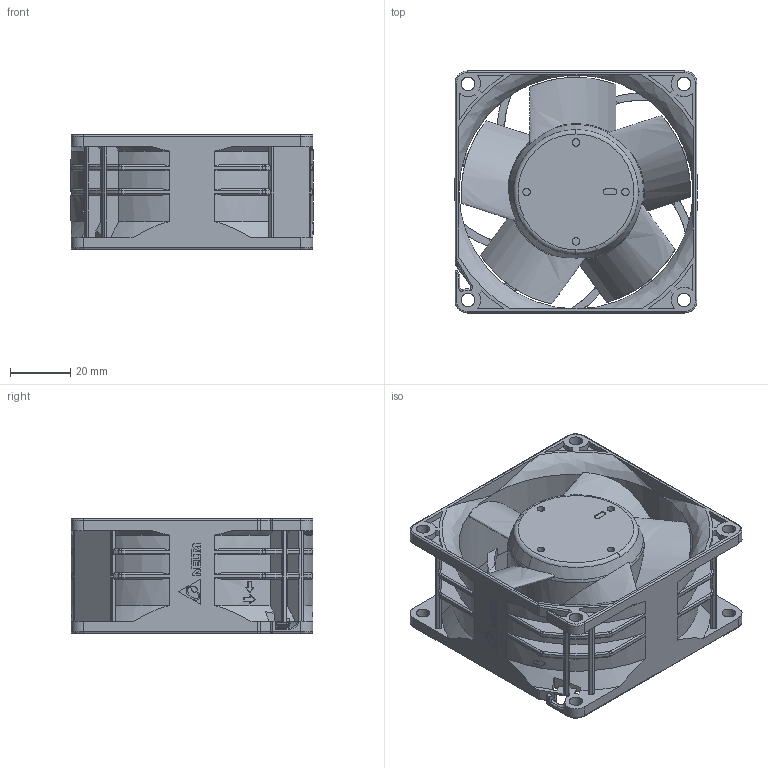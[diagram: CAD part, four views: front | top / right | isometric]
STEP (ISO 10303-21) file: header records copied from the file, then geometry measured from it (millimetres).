
FILE_DESCRIPTION (( 'STEP AP203' ), '1' );
FILE_NAME ('THB0848BE Assembly.STEP', '2016-10-28T10:30:54', ( 'user' ), ( '' ), 'SwSTEP 2.0', 'SolidWorks 2011', '' );
FILE_SCHEMA (( 'CONFIG_CONTROL_DESIGN' ));
Products named in the file (3): THB0848BE Assembly; 410314340002; 410208620002
Assembly tree (2 placements, depth 2):
  THB0848BE Assembly
    410314340002
    410208620002
Bounding box: 80.2 x 80 x 38 mm (x, y, z)
Volume: 61078.4 mm3; surface area: 56677.9 mm2
Topology: 2 solids, 2 shells, 1075 faces, 3002 edges, 1962 vertices
Faces by surface type: plane 475, cylinder 311, bspline 228, cone 50, torus 11
Entity records: 46311 total; most frequent: CARTESIAN_POINT 21304, ORIENTED_EDGE 5992, DIRECTION 3838, EDGE_CURVE 2996, VERTEX_POINT 1962, VECTOR 1376, LINE 1376, AXIS2_PLACEMENT_3D 1231
